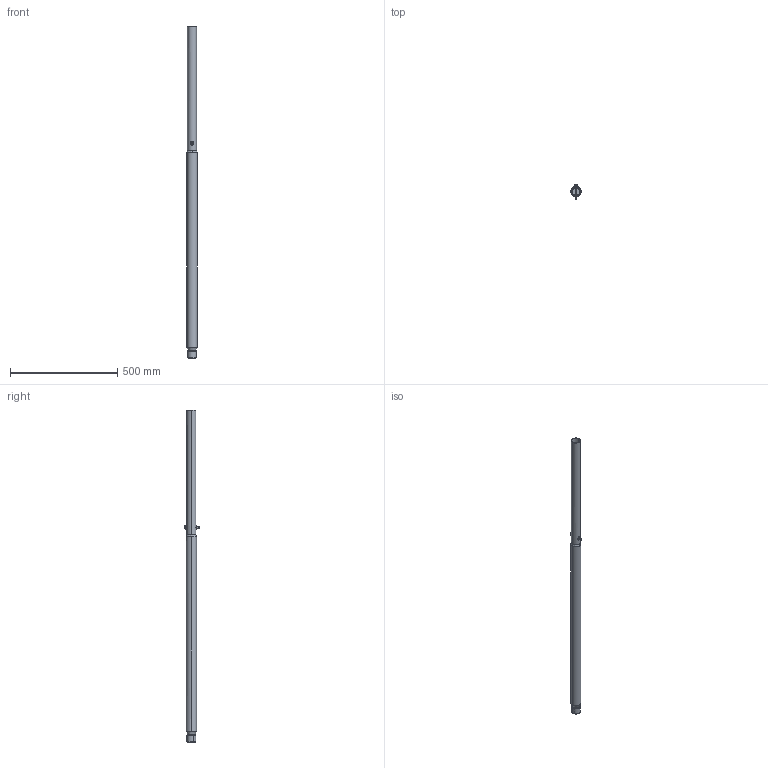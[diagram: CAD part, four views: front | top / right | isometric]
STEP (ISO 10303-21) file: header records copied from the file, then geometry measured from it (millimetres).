
FILE_DESCRIPTION (( 'STEP AP203' ), '1' );
FILE_NAME ('0629045000.STEP', '2024-05-28T12:54:08', ( '' ), ( '' ), 'SwSTEP 2.0', 'SolidWorks 2022', '' );
FILE_SCHEMA (( 'CONFIG_CONTROL_DESIGN' ));
Length unit declared in the file: metre
Products named in the file (1): 0629045000
Bounding box: 48 x 65.3 x 1547 mm (x, y, z)
Volume: 433673.7 mm3; surface area: 434707 mm2
Topology: 4 solids, 4 shells, 66 faces, 144 edges, 89 vertices
Faces by surface type: cylinder 26, plane 17, cone 15, bspline 4, torus 4
Entity records: 2958 total; most frequent: CARTESIAN_POINT 1432, DIRECTION 311, ORIENTED_EDGE 288, EDGE_CURVE 144, AXIS2_PLACEMENT_3D 132, VERTEX_POINT 89, EDGE_LOOP 77, CIRCLE 69
